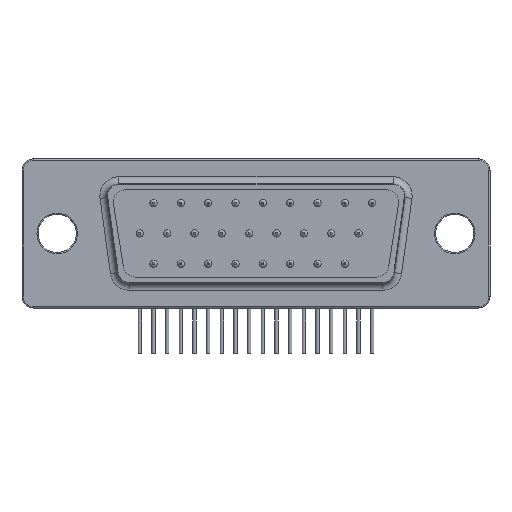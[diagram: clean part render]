
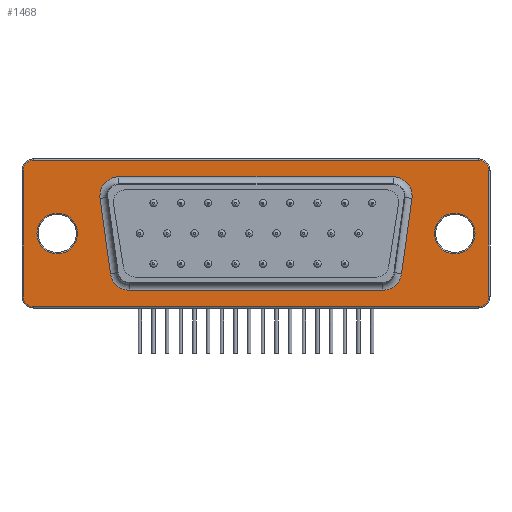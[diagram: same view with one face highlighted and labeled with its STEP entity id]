
A CAD part, front view. The second image highlights one B-rep face of the part: STEP entity #1468.
In plain terms, the highlighted planar face has unit normal (0, -1, 0).
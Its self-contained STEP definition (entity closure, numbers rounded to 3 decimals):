
#29=DIRECTION('',(0.,-1.,0.));
#30=DIRECTION('',(0.,0.,1.));
#45=DIRECTION('',(0.991,0.,-0.137));
#60=DIRECTION('',(0.,0.,-1.));
#66=VECTOR('',#67,1.);
#67=DIRECTION('',(1.,0.,0.));
#75=DIRECTION('',(-0.991,0.,-0.137));
#119=VECTOR('',#120,1.);
#120=DIRECTION('',(-1.,0.,0.));
#171=DIRECTION('',(0.,1.,0.));
#462=CARTESIAN_POINT('',(-2.89,-14.78,9.4));
#492=VECTOR('',#493,1.);
#493=DIRECTION('',(-0.137,0.,0.991));
#514=CARTESIAN_POINT('',(20.065,-14.78,9.4));
#532=CARTESIAN_POINT('',(-2.021,-14.78,3.1));
#545=VECTOR('',#546,1.);
#546=DIRECTION('',(-0.137,0.,-0.991));
#576=CARTESIAN_POINT('',(19.196,-14.78,3.1));
#828=VERTEX_POINT('',#829);
#829=CARTESIAN_POINT('',(-4.475,-14.78,9.181));
#837=VERTEX_POINT('',#838);
#838=CARTESIAN_POINT('',(-2.89,-14.78,11.));
#845=EDGE_CURVE('',#828,#837,#846,.T.);
#846=CIRCLE('',#847,1.6);
#847=AXIS2_PLACEMENT_3D('',#462,#171,#75);
#853=ORIENTED_EDGE('',*,*,#854,.T.);
#854=EDGE_CURVE('',#837,#855,#857,.T.);
#855=VERTEX_POINT('',#856);
#856=CARTESIAN_POINT('',(20.065,-14.78,11.));
#857=LINE('',#838,#66);
#870=VERTEX_POINT('',#871);
#871=CARTESIAN_POINT('',(-3.606,-14.78,2.881));
#875=ORIENTED_EDGE('',*,*,#876,.T.);
#876=EDGE_CURVE('',#870,#828,#877,.T.);
#877=LINE('',#871,#492);
#885=VERTEX_POINT('',#886);
#886=CARTESIAN_POINT('',(21.65,-14.78,9.181));
#892=EDGE_CURVE('',#855,#885,#893,.T.);
#893=CIRCLE('',#894,1.6);
#894=AXIS2_PLACEMENT_3D('',#514,#171,#30);
#902=VERTEX_POINT('',#903);
#903=CARTESIAN_POINT('',(-2.021,-14.78,1.5));
#908=EDGE_CURVE('',#902,#870,#909,.T.);
#909=CIRCLE('',#910,1.6);
#910=AXIS2_PLACEMENT_3D('',#532,#171,#60);
#916=ORIENTED_EDGE('',*,*,#917,.T.);
#917=EDGE_CURVE('',#885,#918,#920,.T.);
#918=VERTEX_POINT('',#919);
#919=CARTESIAN_POINT('',(20.781,-14.78,2.881));
#920=LINE('',#886,#545);
#932=VERTEX_POINT('',#933);
#933=CARTESIAN_POINT('',(19.196,-14.78,1.5));
#937=ORIENTED_EDGE('',*,*,#938,.T.);
#938=EDGE_CURVE('',#932,#902,#939,.T.);
#939=LINE('',#933,#119);
#946=EDGE_CURVE('',#918,#932,#947,.T.);
#947=CIRCLE('',#948,1.6);
#948=AXIS2_PLACEMENT_3D('',#576,#171,#45);
#1468=ADVANCED_FACE('',(#1469,#1475,#1527,#1536),#1545,.T.);
#1469=FACE_BOUND('',#1470,.T.);
#1470=EDGE_LOOP('',(#916,#1471,#937,#1472,#875,#1473,#853,#1474));
#1471=ORIENTED_EDGE('',*,*,#946,.T.);
#1472=ORIENTED_EDGE('',*,*,#908,.T.);
#1473=ORIENTED_EDGE('',*,*,#845,.T.);
#1474=ORIENTED_EDGE('',*,*,#892,.T.);
#1475=FACE_BOUND('',#1476,.T.);
#1476=EDGE_LOOP('',(#1477,#1484,#1491,#1497,#1504,#1509,#1516,#1522));
#1477=ORIENTED_EDGE('',*,*,#1478,.T.);
#1478=EDGE_CURVE('',#1479,#1481,#1483,.T.);
#1479=VERTEX_POINT('',#1480);
#1480=CARTESIAN_POINT('',(-10.013,-14.78,0.1));
#1481=VERTEX_POINT('',#1482);
#1482=CARTESIAN_POINT('',(27.188,-14.78,0.1));
#1483=LINE('',#1480,#66);
#1484=ORIENTED_EDGE('',*,*,#1485,.T.);
#1485=EDGE_CURVE('',#1481,#1486,#1488,.T.);
#1486=VERTEX_POINT('',#1487);
#1487=CARTESIAN_POINT('',(28.088,-14.78,1.));
#1488=CIRCLE('',#1489,0.9);
#1489=AXIS2_PLACEMENT_3D('',#1490,#29,#60);
#1490=CARTESIAN_POINT('',(27.188,-14.78,1.));
#1491=ORIENTED_EDGE('',*,*,#1492,.T.);
#1492=EDGE_CURVE('',#1486,#1493,#1495,.T.);
#1493=VERTEX_POINT('',#1494);
#1494=CARTESIAN_POINT('',(28.088,-14.78,11.5));
#1495=LINE('',#1487,#1496);
#1496=VECTOR('',#30,1.);
#1497=ORIENTED_EDGE('',*,*,#1498,.T.);
#1498=EDGE_CURVE('',#1493,#1499,#1501,.T.);
#1499=VERTEX_POINT('',#1500);
#1500=CARTESIAN_POINT('',(27.188,-14.78,12.4));
#1501=CIRCLE('',#1502,0.9);
#1502=AXIS2_PLACEMENT_3D('',#1503,#29,#67);
#1503=CARTESIAN_POINT('',(27.188,-14.78,11.5));
#1504=ORIENTED_EDGE('',*,*,#1505,.T.);
#1505=EDGE_CURVE('',#1499,#1506,#1508,.T.);
#1506=VERTEX_POINT('',#1507);
#1507=CARTESIAN_POINT('',(-10.013,-14.78,12.4));
#1508=LINE('',#1500,#119);
#1509=ORIENTED_EDGE('',*,*,#1510,.T.);
#1510=EDGE_CURVE('',#1506,#1511,#1513,.T.);
#1511=VERTEX_POINT('',#1512);
#1512=CARTESIAN_POINT('',(-10.913,-14.78,11.5));
#1513=CIRCLE('',#1514,0.9);
#1514=AXIS2_PLACEMENT_3D('',#1515,#29,#30);
#1515=CARTESIAN_POINT('',(-10.013,-14.78,11.5));
#1516=ORIENTED_EDGE('',*,*,#1517,.T.);
#1517=EDGE_CURVE('',#1511,#1518,#1520,.T.);
#1518=VERTEX_POINT('',#1519);
#1519=CARTESIAN_POINT('',(-10.913,-14.78,1.));
#1520=LINE('',#1512,#1521);
#1521=VECTOR('',#60,1.);
#1522=ORIENTED_EDGE('',*,*,#1523,.T.);
#1523=EDGE_CURVE('',#1518,#1479,#1524,.T.);
#1524=CIRCLE('',#1525,0.9);
#1525=AXIS2_PLACEMENT_3D('',#1526,#29,#120);
#1526=CARTESIAN_POINT('',(-10.013,-14.78,1.));
#1527=FACE_BOUND('',#1528,.T.);
#1528=EDGE_LOOP('',(#1529));
#1529=ORIENTED_EDGE('',*,*,#1530,.F.);
#1530=EDGE_CURVE('',#1531,#1531,#1533,.T.);
#1531=VERTEX_POINT('',#1532);
#1532=CARTESIAN_POINT('',(-6.363,-14.78,6.25));
#1533=CIRCLE('',#1534,1.7);
#1534=AXIS2_PLACEMENT_3D('',#1535,#29,#67);
#1535=CARTESIAN_POINT('',(-8.063,-14.78,6.25));
#1536=FACE_BOUND('',#1537,.T.);
#1537=EDGE_LOOP('',(#1538));
#1538=ORIENTED_EDGE('',*,*,#1539,.F.);
#1539=EDGE_CURVE('',#1540,#1540,#1542,.T.);
#1540=VERTEX_POINT('',#1541);
#1541=CARTESIAN_POINT('',(26.938,-14.78,6.25));
#1542=CIRCLE('',#1543,1.7);
#1543=AXIS2_PLACEMENT_3D('',#1544,#29,#67);
#1544=CARTESIAN_POINT('',(25.238,-14.78,6.25));
#1545=PLANE('',#1546);
#1546=AXIS2_PLACEMENT_3D('',#1547,#29,#67);
#1547=CARTESIAN_POINT('',(8.588,-14.78,6.25));
